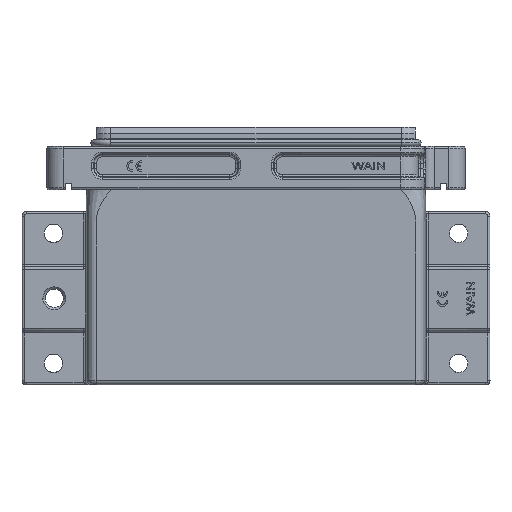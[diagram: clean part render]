
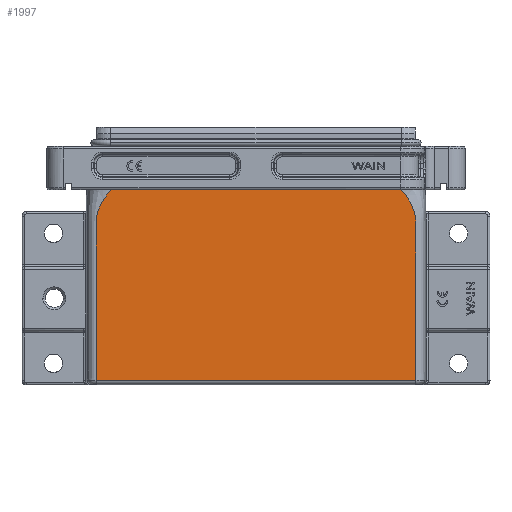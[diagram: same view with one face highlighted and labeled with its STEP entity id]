
A CAD part, top view. The second image highlights one B-rep face of the part: STEP entity #1997.
In plain terms, the highlighted planar face has unit normal (0, 0, 1).
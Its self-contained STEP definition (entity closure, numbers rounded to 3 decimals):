
#872=FACE_OUTER_BOUND('',#5257,.T.);
#1997=ADVANCED_FACE('NONE',(#872),#3171,.T.);
#3171=PLANE('',#20868);
#3766=B_SPLINE_CURVE_WITH_KNOTS('',3,(#27213,#27214,#27215,#27216,#27217,
#27218,#27219,#27220,#27221,#27222,#27223,#27224,#27225,#27226,#27227,#27228,
#27229,#27230,#27231,#27232,#27233,#27234,#27235,#27236,#27237,#27238,#27239,
#27240,#27241,#27242,#27243,#27244,#27245,#27246,#27247,#27248,#27249,#27250,
#27251),.UNSPECIFIED.,.F.,.F.,(4,1,1,1,1,1,1,1,1,2,2,1,1,1,1,1,2,2,1,2,
2,2,2,1,2,2,4),(0.,0.25,0.375,0.437,
0.469,0.484,0.492,0.496,0.498,
0.499,0.5,0.562,0.594,
0.609,0.617,0.621,0.623,
0.625,0.633,0.637,0.641,
0.656,0.687,0.719,0.734,
0.75,1.),.UNSPECIFIED.);
#3767=B_SPLINE_CURVE_WITH_KNOTS('',3,(#27256,#27257,#27258,#27259,#27260,
#27261,#27262,#27263,#27264,#27265,#27266,#27267,#27268,#27269,#27270,#27271,
#27272,#27273,#27274,#27275,#27276,#27277,#27278,#27279,#27280,#27281,#27282,
#27283,#27284,#27285,#27286,#27287,#27288,#27289,#27290,#27291,#27292,#27293,
#27294,#27295,#27296,#27297,#27298,#27299,#27300,#27301,#27302,#27303,#27304,
#27305,#27306,#27307,#27308,#27309,#27310,#27311,#27312,#27313,#27314,#27315,
#27316,#27317,#27318,#27319,#27320,#27321),.UNSPECIFIED.,.F.,.F.,(4,1,1,
1,1,1,1,1,1,2,2,1,1,1,2,2,1,1,1,1,2,2,1,1,1,1,1,1,2,2,1,1,1,1,1,1,1,2,2,
1,1,1,1,1,1,1,1,1,1,2,2,4),(0.,0.125,0.187,0.219,
0.234,0.242,0.246,0.248,
0.249,0.25,0.25,0.266,
0.273,0.277,0.279,0.281,
0.297,0.305,0.309,0.311,
0.312,0.312,0.328,0.336,
0.34,0.342,0.343,0.343,
0.344,0.344,0.359,0.367,
0.371,0.373,0.374,0.375,
0.375,0.375,0.375,0.437,
0.469,0.484,0.492,0.496,
0.498,0.499,0.5,0.5,
0.5,0.5,0.5,1.),.UNSPECIFIED.);
#5257=EDGE_LOOP('',(#6994,#6995,#6996,#6997));
#6994=ORIENTED_EDGE('',*,*,#15280,.T.);
#6995=ORIENTED_EDGE('',*,*,#15281,.T.);
#6996=ORIENTED_EDGE('',*,*,#15282,.T.);
#6997=ORIENTED_EDGE('',*,*,#15283,.T.);
#13260=VERTEX_POINT('',#27252);
#13261=VERTEX_POINT('',#27253);
#13262=VERTEX_POINT('',#27255);
#13263=VERTEX_POINT('',#27322);
#15280=EDGE_CURVE('NONE',#13260,#13261,#3766,.T.);
#15281=EDGE_CURVE('NONE',#13261,#13262,#18276,.T.);
#15282=EDGE_CURVE('NONE',#13262,#13263,#3767,.T.);
#15283=EDGE_CURVE('NONE',#13263,#13260,#18277,.T.);
#18276=LINE('',#27254,#19565);
#18277=LINE('',#27323,#19566);
#19565=VECTOR('',#22346,1.);
#19566=VECTOR('',#22347,1.);
#20868=AXIS2_PLACEMENT_3D('',#27324,#22348,#22349);
#22346=DIRECTION('',(-1.,0.,0.));
#22347=DIRECTION('',(1.,0.,0.));
#22348=DIRECTION('',(0.,0.,1.));
#22349=DIRECTION('',(1.,0.,0.));
#27213=CARTESIAN_POINT('',(73.837,2.,29.));
#27214=CARTESIAN_POINT('',(73.837,11.656,29.));
#27215=CARTESIAN_POINT('',(73.837,27.062,29.));
#27216=CARTESIAN_POINT('',(73.837,46.649,29.));
#27217=CARTESIAN_POINT('',(73.837,56.847,29.));
#27218=CARTESIAN_POINT('',(73.837,62.046,29.));
#27219=CARTESIAN_POINT('',(73.837,64.671,29.));
#27220=CARTESIAN_POINT('',(73.837,65.99,29.));
#27221=CARTESIAN_POINT('',(73.837,66.651,29.));
#27222=CARTESIAN_POINT('',(73.837,66.982,29.));
#27223=CARTESIAN_POINT('',(73.837,67.124,29.));
#27224=CARTESIAN_POINT('',(73.837,67.218,29.));
#27225=CARTESIAN_POINT('',(73.837,67.297,29.));
#27226=CARTESIAN_POINT('',(73.837,68.361,29.));
#27227=CARTESIAN_POINT('',(73.837,69.934,29.));
#27228=CARTESIAN_POINT('',(73.836,71.77,29.));
#27229=CARTESIAN_POINT('',(73.836,72.688,29.));
#27230=CARTESIAN_POINT('',(73.836,73.148,29.));
#27231=CARTESIAN_POINT('',(73.836,73.377,29.));
#27232=CARTESIAN_POINT('',(73.836,73.476,29.));
#27233=CARTESIAN_POINT('',(73.836,73.541,29.));
#27234=CARTESIAN_POINT('',(73.836,73.606,29.));
#27235=CARTESIAN_POINT('',(73.836,73.61,29.));
#27236=CARTESIAN_POINT('',(73.837,73.692,29.));
#27237=CARTESIAN_POINT('',(73.837,73.888,29.));
#27238=CARTESIAN_POINT('',(73.837,74.045,29.));
#27239=CARTESIAN_POINT('',(73.838,74.178,29.));
#27240=CARTESIAN_POINT('',(73.838,74.484,29.));
#27241=CARTESIAN_POINT('',(73.838,74.639,29.));
#27242=CARTESIAN_POINT('',(73.831,75.231,29.));
#27243=CARTESIAN_POINT('',(73.819,75.561,29.));
#27244=CARTESIAN_POINT('',(73.759,76.367,29.));
#27245=CARTESIAN_POINT('',(73.692,76.972,29.));
#27246=CARTESIAN_POINT('',(73.592,77.58,29.));
#27247=CARTESIAN_POINT('',(73.518,77.985,29.));
#27248=CARTESIAN_POINT('',(73.486,78.149,29.));
#27249=CARTESIAN_POINT('',(72.586,82.26,29.));
#27250=CARTESIAN_POINT('',(70.408,86.129,29.));
#27251=CARTESIAN_POINT('',(66.897,90.,29.));
#27252=CARTESIAN_POINT('',(73.837,2.,29.));
#27253=CARTESIAN_POINT('',(66.897,90.,29.));
#27254=CARTESIAN_POINT('',(-78.5,90.,29.));
#27255=CARTESIAN_POINT('',(-66.897,90.,29.));
#27256=CARTESIAN_POINT('',(-66.897,90.,29.));
#27257=CARTESIAN_POINT('',(-68.645,88.073,29.));
#27258=CARTESIAN_POINT('',(-70.771,85.184,29.));
#27259=CARTESIAN_POINT('',(-72.385,81.813,29.));
#27260=CARTESIAN_POINT('',(-72.976,80.127,29.));
#27261=CARTESIAN_POINT('',(-73.217,79.285,29.));
#27262=CARTESIAN_POINT('',(-73.324,78.863,29.));
#27263=CARTESIAN_POINT('',(-73.374,78.653,29.));
#27264=CARTESIAN_POINT('',(-73.398,78.547,29.));
#27265=CARTESIAN_POINT('',(-73.41,78.495,29.));
#27266=CARTESIAN_POINT('',(-73.415,78.472,29.));
#27267=CARTESIAN_POINT('',(-73.419,78.457,29.));
#27268=CARTESIAN_POINT('',(-73.421,78.448,29.));
#27269=CARTESIAN_POINT('',(-73.466,78.241,29.));
#27270=CARTESIAN_POINT('',(-73.529,77.935,29.));
#27271=CARTESIAN_POINT('',(-73.592,77.57,29.));
#27272=CARTESIAN_POINT('',(-73.622,77.386,29.));
#27273=CARTESIAN_POINT('',(-73.635,77.306,29.));
#27274=CARTESIAN_POINT('',(-73.643,77.253,29.));
#27275=CARTESIAN_POINT('',(-73.647,77.225,29.));
#27276=CARTESIAN_POINT('',(-73.681,76.998,29.));
#27277=CARTESIAN_POINT('',(-73.72,76.699,29.));
#27278=CARTESIAN_POINT('',(-73.756,76.358,29.));
#27279=CARTESIAN_POINT('',(-73.772,76.19,29.));
#27280=CARTESIAN_POINT('',(-73.779,76.106,29.));
#27281=CARTESIAN_POINT('',(-73.782,76.071,29.));
#27282=CARTESIAN_POINT('',(-73.784,76.047,29.));
#27283=CARTESIAN_POINT('',(-73.785,76.034,29.));
#27284=CARTESIAN_POINT('',(-73.799,75.851,29.));
#27285=CARTESIAN_POINT('',(-73.815,75.581,29.));
#27286=CARTESIAN_POINT('',(-73.827,75.242,29.));
#27287=CARTESIAN_POINT('',(-73.831,75.067,29.));
#27288=CARTESIAN_POINT('',(-73.833,74.978,29.));
#27289=CARTESIAN_POINT('',(-73.833,74.933,29.));
#27290=CARTESIAN_POINT('',(-73.834,74.911,29.));
#27291=CARTESIAN_POINT('',(-73.834,74.901,29.));
#27292=CARTESIAN_POINT('',(-73.834,74.894,29.));
#27293=CARTESIAN_POINT('',(-73.834,74.89,29.));
#27294=CARTESIAN_POINT('',(-73.836,74.775,29.));
#27295=CARTESIAN_POINT('',(-73.837,74.536,29.));
#27296=CARTESIAN_POINT('',(-73.838,74.136,29.));
#27297=CARTESIAN_POINT('',(-73.837,73.905,29.));
#27298=CARTESIAN_POINT('',(-73.837,73.782,29.));
#27299=CARTESIAN_POINT('',(-73.837,73.719,29.));
#27300=CARTESIAN_POINT('',(-73.837,73.687,29.));
#27301=CARTESIAN_POINT('',(-73.837,73.671,29.));
#27302=CARTESIAN_POINT('',(-73.837,73.664,29.));
#27303=CARTESIAN_POINT('',(-73.837,73.659,29.));
#27304=CARTESIAN_POINT('',(-73.837,73.655,29.));
#27305=CARTESIAN_POINT('',(-73.837,73.583,29.));
#27306=CARTESIAN_POINT('',(-73.837,72.74,29.));
#27307=CARTESIAN_POINT('',(-73.837,70.468,29.));
#27308=CARTESIAN_POINT('',(-73.837,69.01,29.));
#27309=CARTESIAN_POINT('',(-73.837,68.201,29.));
#27310=CARTESIAN_POINT('',(-73.837,67.776,29.));
#27311=CARTESIAN_POINT('',(-73.837,67.559,29.));
#27312=CARTESIAN_POINT('',(-73.837,67.449,29.));
#27313=CARTESIAN_POINT('',(-73.837,67.393,29.));
#27314=CARTESIAN_POINT('',(-73.837,67.366,29.));
#27315=CARTESIAN_POINT('',(-73.837,67.352,29.));
#27316=CARTESIAN_POINT('',(-73.837,67.346,29.));
#27317=CARTESIAN_POINT('',(-73.837,67.342,29.));
#27318=CARTESIAN_POINT('',(-73.837,67.338,29.));
#27319=CARTESIAN_POINT('',(-73.837,66.586,29.));
#27320=CARTESIAN_POINT('',(-73.837,44.806,29.));
#27321=CARTESIAN_POINT('',(-73.837,2.,29.));
#27322=CARTESIAN_POINT('',(-73.837,2.,29.));
#27323=CARTESIAN_POINT('',(-78.5,2.,29.));
#27324=CARTESIAN_POINT('',(-78.5,0.,29.));
